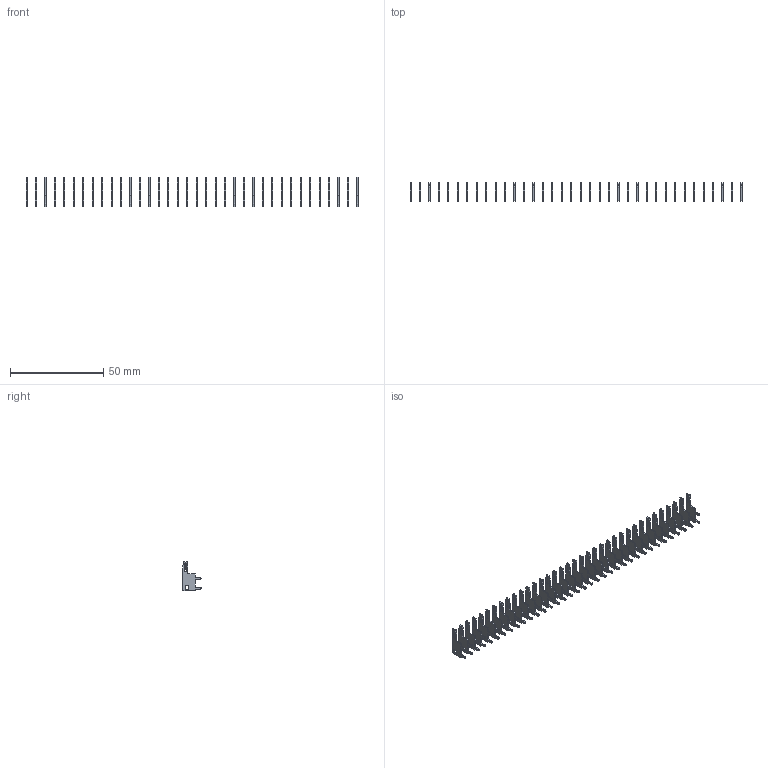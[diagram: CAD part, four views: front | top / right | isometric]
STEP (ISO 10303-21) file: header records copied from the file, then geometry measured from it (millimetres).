
FILE_DESCRIPTION (( 'STEP AP203' ), '1' );
FILE_NAME ('105-036-201-200.STEP', '2020-04-07T23:43:18', ( '' ), ( '' ), 'SwSTEP 2.0', 'SolidWorks 2016', '' );
FILE_SCHEMA (( 'CONFIG_CONTROL_DESIGN' ));
Length unit declared in the file: inch
Products named in the file (2): 105-036-201-200; 100-290-001_100-290-201
Assembly tree (36 placements, depth 2):
  105-036-201-200
    100-290-001_100-290-201  x36
Bounding box: 178.44 x 9.7 x 15.88 mm (x, y, z)
Volume: 1772.7 mm3; surface area: 7233.9 mm2
Topology: 36 solids, 36 shells, 1260 faces, 3564 edges, 2376 vertices
Faces by surface type: plane 900, cylinder 360
Entity records: 2457 total; most frequent: DIRECTION 263, CARTESIAN_POINT 251, ORIENTED_EDGE 198, EDGE_CURVE 99, AXIS2_PLACEMENT_3D 94, LOCAL_TIME 82, DATE_AND_TIME 82, COORDINATED_UNIVERSAL_TIME_OFFSET 82
